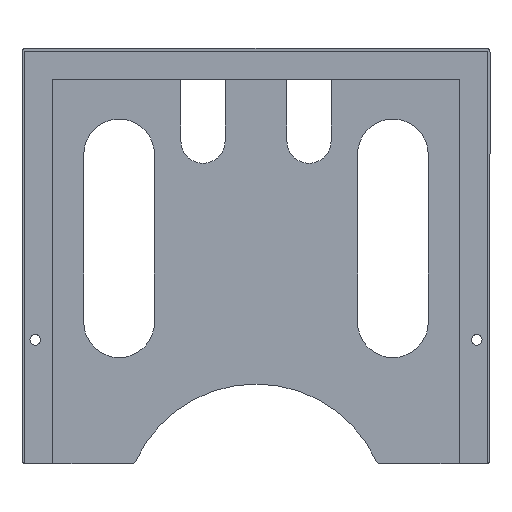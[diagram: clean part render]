
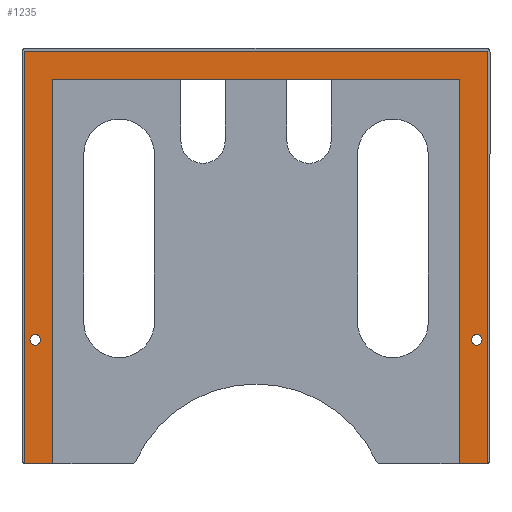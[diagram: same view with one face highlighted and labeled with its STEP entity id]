
A CAD part, front view. The second image highlights one B-rep face of the part: STEP entity #1235.
In plain terms, the highlighted planar face has unit normal (0, -1, 0).
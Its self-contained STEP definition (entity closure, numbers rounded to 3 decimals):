
#21 = VECTOR ( 'NONE', #724, 1000. ) ;
#27 = AXIS2_PLACEMENT_3D ( 'NONE', #725, #723, #722 ) ;
#28 = AXIS2_PLACEMENT_3D ( 'NONE', #1734, #1727, #1737 ) ;
#40 = VECTOR ( 'NONE', #1896, 1000. ) ;
#41 = VECTOR ( 'NONE', #1935, 1000. ) ;
#45 = VECTOR ( 'NONE', #1921, 1000. ) ;
#86 = CIRCLE ( 'NONE', #162, 3. ) ;
#115 = VECTOR ( 'NONE', #1822, 1000. ) ;
#118 = VECTOR ( 'NONE', #1831, 1000. ) ;
#157 = VECTOR ( 'NONE', #1547, 1000. ) ;
#159 = CIRCLE ( 'NONE', #233, 2. ) ;
#162 = AXIS2_PLACEMENT_3D ( 'NONE', #1497, #1496, #1495 ) ;
#213 = VECTOR ( 'NONE', #1529, 1000. ) ;
#214 = CIRCLE ( 'NONE', #225, 2. ) ;
#222 = AXIS2_PLACEMENT_3D ( 'NONE', #1047, #1034, #1055 ) ;
#225 = AXIS2_PLACEMENT_3D ( 'NONE', #1532, #1531, #1530 ) ;
#233 = AXIS2_PLACEMENT_3D ( 'NONE', #1919, #1918, #1917 ) ;
#268 = AXIS2_PLACEMENT_3D ( 'NONE', #781, #795, #768 ) ;
#270 = CIRCLE ( 'NONE', #268, 3. ) ;
#282 = CIRCLE ( 'NONE', #27, 3. ) ;
#291 = CIRCLE ( 'NONE', #28, 3. ) ;
#293 = EDGE_CURVE ( 'NONE', #831, #857, #291, .T. ) ;
#310 = EDGE_CURVE ( 'NONE', #932, #875, #1155, .T. ) ;
#312 = EDGE_CURVE ( 'NONE', #752, #925, #282, .T. ) ;
#323 = EDGE_CURVE ( 'NONE', #916, #928, #1940, .T. ) ;
#329 = EDGE_CURVE ( 'NONE', #854, #847, #1905, .T. ) ;
#336 = EDGE_CURVE ( 'NONE', #847, #811, #1894, .T. ) ;
#337 = EDGE_CURVE ( 'NONE', #928, #854, #159, .T. ) ;
#365 = EDGE_CURVE ( 'NONE', #925, #752, #86, .T. ) ;
#383 = EDGE_CURVE ( 'NONE', #875, #916, #1833, .T. ) ;
#386 = EDGE_CURVE ( 'NONE', #759, #932, #1824, .T. ) ;
#413 = EDGE_CURVE ( 'NONE', #919, #759, #1549, .T. ) ;
#418 = EDGE_CURVE ( 'NONE', #836, #919, #214, .T. ) ;
#419 = EDGE_CURVE ( 'NONE', #811, #836, #1546, .T. ) ;
#512 = EDGE_LOOP ( 'NONE', ( #1702, #1698, #650, #639, #641, #604, #549, #643, #666, #663 ) ) ;
#516 = EDGE_LOOP ( 'NONE', ( #1618, #1673 ) ) ;
#523 = EDGE_LOOP ( 'NONE', ( #1706, #1701 ) ) ;
#549 = ORIENTED_EDGE ( 'NONE', *, *, #413, .T. ) ;
#604 = ORIENTED_EDGE ( 'NONE', *, *, #418, .T. ) ;
#639 = ORIENTED_EDGE ( 'NONE', *, *, #336, .T. ) ;
#641 = ORIENTED_EDGE ( 'NONE', *, *, #419, .T. ) ;
#643 = ORIENTED_EDGE ( 'NONE', *, *, #386, .T. ) ;
#650 = ORIENTED_EDGE ( 'NONE', *, *, #329, .T. ) ;
#663 = ORIENTED_EDGE ( 'NONE', *, *, #383, .T. ) ;
#666 = ORIENTED_EDGE ( 'NONE', *, *, #310, .T. ) ;
#722 = DIRECTION ( 'NONE',  ( 0., 0., -1. ) ) ;
#723 = DIRECTION ( 'NONE',  ( 0., 1., 0. ) ) ;
#724 = DIRECTION ( 'NONE',  ( 1., 0., 0. ) ) ;
#725 = CARTESIAN_POINT ( 'NONE',  ( -125., 0.5, -47.5 ) ) ;
#752 = VERTEX_POINT ( 'NONE', #1508 ) ;
#759 = VERTEX_POINT ( 'NONE', #1502 ) ;
#768 = DIRECTION ( 'NONE',  ( 0., 0., -1. ) ) ;
#781 = CARTESIAN_POINT ( 'NONE',  ( 125., 0.5, -47.5 ) ) ;
#795 = DIRECTION ( 'NONE',  ( 0., -1., 0. ) ) ;
#811 = VERTEX_POINT ( 'NONE', #1467 ) ;
#831 = VERTEX_POINT ( 'NONE', #1454 ) ;
#836 = VERTEX_POINT ( 'NONE', #1449 ) ;
#847 = VERTEX_POINT ( 'NONE', #1438 ) ;
#854 = VERTEX_POINT ( 'NONE', #1431 ) ;
#857 = VERTEX_POINT ( 'NONE', #1429 ) ;
#875 = VERTEX_POINT ( 'NONE', #1419 ) ;
#916 = VERTEX_POINT ( 'NONE', #1394 ) ;
#919 = VERTEX_POINT ( 'NONE', #1392 ) ;
#925 = VERTEX_POINT ( 'NONE', #1389 ) ;
#928 = VERTEX_POINT ( 'NONE', #1387 ) ;
#932 = VERTEX_POINT ( 'NONE', #1384 ) ;
#1034 = DIRECTION ( 'NONE',  ( 0., -1., 0. ) ) ;
#1035 = FACE_BOUND ( 'NONE', #516, .T. ) ;
#1036 = PLANE ( 'NONE',  #222 ) ;
#1047 = CARTESIAN_POINT ( 'NONE',  ( -131., 0.5, 116. ) ) ;
#1055 = DIRECTION ( 'NONE',  ( 0., 0., -1. ) ) ;
#1073 = FACE_BOUND ( 'NONE', #523, .T. ) ;
#1078 = FACE_OUTER_BOUND ( 'NONE', #512, .T. ) ;
#1155 = LINE ( 'NONE', #1163, #21 ) ;
#1163 = CARTESIAN_POINT ( 'NONE',  ( 115., 0.5, 100. ) ) ;
#1235 = ADVANCED_FACE ( 'NONE', ( #1035, #1073, #1078 ), #1036, .T. ) ;
#1283 = EDGE_CURVE ( 'NONE', #857, #831, #270, .T. ) ;
#1384 = CARTESIAN_POINT ( 'NONE',  ( -115., 0.5, 100. ) ) ;
#1387 = CARTESIAN_POINT ( 'NONE',  ( 130.5, 0.5, -117.5 ) ) ;
#1389 = CARTESIAN_POINT ( 'NONE',  ( -128., 0.5, -47.5 ) ) ;
#1392 = CARTESIAN_POINT ( 'NONE',  ( -130.5, 0.5, -117.5 ) ) ;
#1394 = CARTESIAN_POINT ( 'NONE',  ( 115., 0.5, -117.5 ) ) ;
#1419 = CARTESIAN_POINT ( 'NONE',  ( 115., 0.5, 100. ) ) ;
#1429 = CARTESIAN_POINT ( 'NONE',  ( 128., 0.5, -47.5 ) ) ;
#1431 = CARTESIAN_POINT ( 'NONE',  ( 131., 0.5, -117.436 ) ) ;
#1438 = CARTESIAN_POINT ( 'NONE',  ( 131., 0.5, 116. ) ) ;
#1449 = CARTESIAN_POINT ( 'NONE',  ( -131., 0.5, -117.436 ) ) ;
#1454 = CARTESIAN_POINT ( 'NONE',  ( 122., 0.5, -47.5 ) ) ;
#1467 = CARTESIAN_POINT ( 'NONE',  ( -131., 0.5, 116. ) ) ;
#1495 = DIRECTION ( 'NONE',  ( 0., 0., -1. ) ) ;
#1496 = DIRECTION ( 'NONE',  ( 0., 1., 0. ) ) ;
#1497 = CARTESIAN_POINT ( 'NONE',  ( -125., 0.5, -47.5 ) ) ;
#1502 = CARTESIAN_POINT ( 'NONE',  ( -115., 0.5, -117.5 ) ) ;
#1508 = CARTESIAN_POINT ( 'NONE',  ( -122., 0.5, -47.5 ) ) ;
#1529 = DIRECTION ( 'NONE',  ( 0., 0., -1. ) ) ;
#1530 = DIRECTION ( 'NONE',  ( 0., 0., -1. ) ) ;
#1531 = DIRECTION ( 'NONE',  ( 0., -1., 0. ) ) ;
#1532 = CARTESIAN_POINT ( 'NONE',  ( -130.5, 0.5, -115.5 ) ) ;
#1545 = CARTESIAN_POINT ( 'NONE',  ( -131., 0.5, -116. ) ) ;
#1546 = LINE ( 'NONE', #1545, #213 ) ;
#1547 = DIRECTION ( 'NONE',  ( 1., 0., 0. ) ) ;
#1548 = CARTESIAN_POINT ( 'NONE',  ( -115., 0.5, -117.5 ) ) ;
#1549 = LINE ( 'NONE', #1548, #157 ) ;
#1618 = ORIENTED_EDGE ( 'NONE', *, *, #365, .T. ) ;
#1673 = ORIENTED_EDGE ( 'NONE', *, *, #312, .T. ) ;
#1698 = ORIENTED_EDGE ( 'NONE', *, *, #337, .T. ) ;
#1701 = ORIENTED_EDGE ( 'NONE', *, *, #1283, .F. ) ;
#1702 = ORIENTED_EDGE ( 'NONE', *, *, #323, .T. ) ;
#1706 = ORIENTED_EDGE ( 'NONE', *, *, #293, .F. ) ;
#1727 = DIRECTION ( 'NONE',  ( 0., -1., 0. ) ) ;
#1734 = CARTESIAN_POINT ( 'NONE',  ( 125., 0.5, -47.5 ) ) ;
#1737 = DIRECTION ( 'NONE',  ( 0., 0., -1. ) ) ;
#1822 = DIRECTION ( 'NONE',  ( 0., 0., 1. ) ) ;
#1823 = CARTESIAN_POINT ( 'NONE',  ( -115., 0.5, 100. ) ) ;
#1824 = LINE ( 'NONE', #1823, #115 ) ;
#1831 = DIRECTION ( 'NONE',  ( 0., 0., -1. ) ) ;
#1832 = CARTESIAN_POINT ( 'NONE',  ( 115., 0.5, 100. ) ) ;
#1833 = LINE ( 'NONE', #1832, #118 ) ;
#1894 = LINE ( 'NONE', #1922, #45 ) ;
#1896 = DIRECTION ( 'NONE',  ( 0., 0., 1. ) ) ;
#1897 = CARTESIAN_POINT ( 'NONE',  ( 131., 0.5, -116. ) ) ;
#1905 = LINE ( 'NONE', #1897, #40 ) ;
#1917 = DIRECTION ( 'NONE',  ( 0., 0., -1. ) ) ;
#1918 = DIRECTION ( 'NONE',  ( 0., -1., 0. ) ) ;
#1919 = CARTESIAN_POINT ( 'NONE',  ( 130.5, 0.5, -115.5 ) ) ;
#1921 = DIRECTION ( 'NONE',  ( -1., 0., 0. ) ) ;
#1922 = CARTESIAN_POINT ( 'NONE',  ( 131., 0.5, 116. ) ) ;
#1935 = DIRECTION ( 'NONE',  ( 1., 0., 0. ) ) ;
#1936 = CARTESIAN_POINT ( 'NONE',  ( 131., 0.5, -117.5 ) ) ;
#1940 = LINE ( 'NONE', #1936, #41 ) ;
